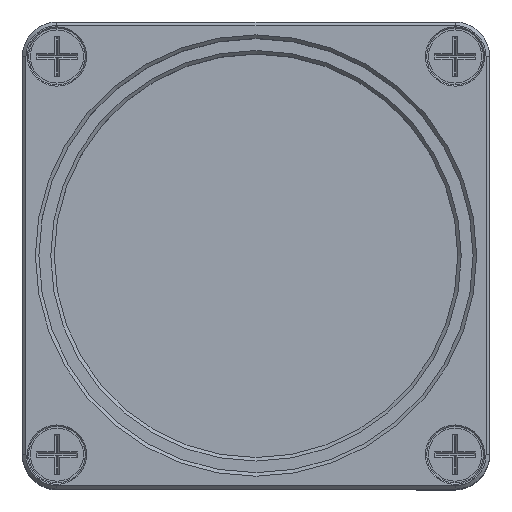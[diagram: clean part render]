
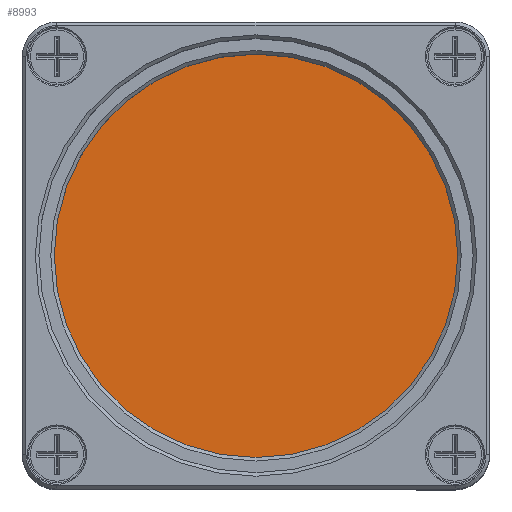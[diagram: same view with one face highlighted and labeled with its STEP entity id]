
A CAD part, top view. The second image highlights one B-rep face of the part: STEP entity #8993.
In plain terms, the highlighted planar face has unit normal (0, 0, 1).
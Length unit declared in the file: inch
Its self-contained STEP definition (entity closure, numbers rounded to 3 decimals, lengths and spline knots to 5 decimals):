
#6950=FACE_OUTER_BOUND('',#18339,.T.);
#8993=ADVANCED_FACE('',(#6950),#10585,.T.);
#10585=PLANE('',#37122);
#18339=EDGE_LOOP('',(#20779));
#20779=ORIENTED_EDGE('',*,*,#31766,.T.);
#28825=VERTEX_POINT('',#49269);
#31766=EDGE_CURVE('',#28825,#28825,#35791,.T.);
#35791=CIRCLE('',#37119,12.5);
#37119=AXIS2_PLACEMENT_3D('',#49268,#40575,#40576);
#37122=AXIS2_PLACEMENT_3D('',#49273,#40581,#40582);
#40575=DIRECTION('',(0.,0.,1.));
#40576=DIRECTION('',(1.,0.,0.));
#40581=DIRECTION('',(0.,0.,1.));
#40582=DIRECTION('',(1.,0.,0.));
#49268=CARTESIAN_POINT('',(0.,0.,1.1));
#49269=CARTESIAN_POINT('',(12.5,0.,1.1));
#49273=CARTESIAN_POINT('',(0.,0.,1.1));
